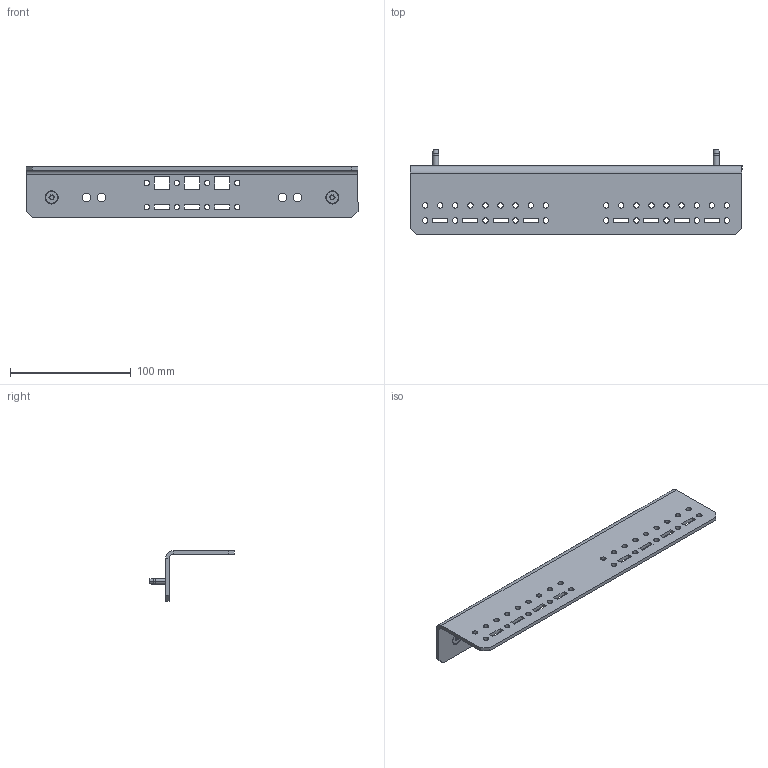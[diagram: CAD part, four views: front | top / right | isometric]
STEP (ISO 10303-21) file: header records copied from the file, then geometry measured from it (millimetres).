
FILE_DESCRIPTION (( 'STEP AP203' ), '1' );
FILE_NAME ('UR16700020000 Êîìïëåêò ìîíòàæíûõ øèí 42õ57õ275 äëÿ 19-äþéìîâîãî îáîðóäîâàíèÿ RS52 (2øò) (000.801.622) .STEP', '2022-04-26T06:33:38', ( '' ), ( '' ), 'SwSTEP 2.0', 'SolidWorks 2017', '' );
FILE_SCHEMA (( 'CONFIG_CONTROL_DESIGN' ));
Length unit declared in the file: millimetre
Products named in the file (3): 026-702 Ìîíòàæíàÿ øèíà 42õ57_00; UR16700020000 Êîìïëåêò ìîíòàæíûõ øèí 42õ57õ275 äëÿ 19-äþéìîâîãî îáîðóäîâàíèÿ RS52 (2øò) (000.801.622) ; Âèíò DIN 7500 M TORX_Œ5å16
Assembly tree (3 placements, depth 2):
  UR16700020000 Êîìïëåêò ìîíòàæíûõ øèí 42õ57õ275 äëÿ 19-äþéìîâîãî îáîðóäîâàíèÿ RS52 (2øò) (000.801.622) 
    026-702 Ìîíòàæíàÿ øèíà 42õ57_00
    Âèíò DIN 7500 M TORX_Œ5å16  x2
Bounding box: 275 x 70.2 x 42 mm (x, y, z)
Volume: 72740.3 mm3; surface area: 54479.8 mm2
Topology: 3 solids, 3 shells, 250 faces, 694 edges, 452 vertices
Faces by surface type: cylinder 152, plane 78, cone 12, torus 8
Entity records: 7302 total; most frequent: DIRECTION 1257, CARTESIAN_POINT 1173, ORIENTED_EDGE 1162, EDGE_CURVE 581, AXIS2_PLACEMENT_3D 464, VERTEX_POINT 380, VECTOR 329, LINE 329
